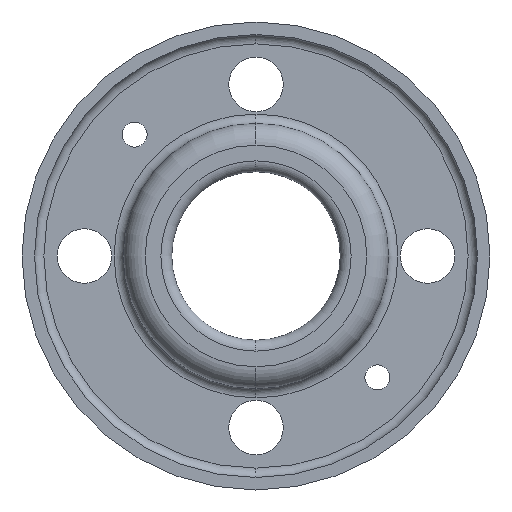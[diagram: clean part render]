
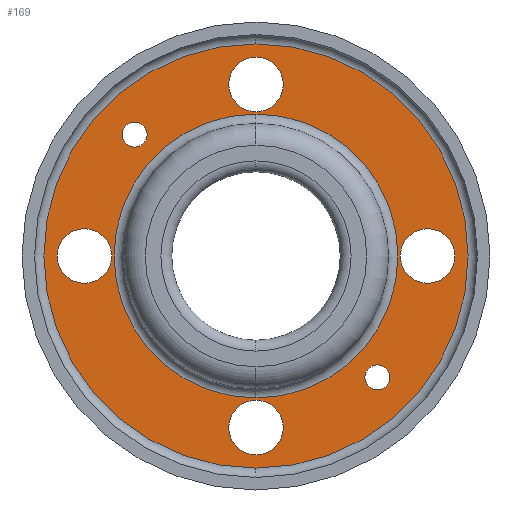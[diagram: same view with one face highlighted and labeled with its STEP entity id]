
A CAD part, front view. The second image highlights one B-rep face of the part: STEP entity #169.
In plain terms, the highlighted planar face has unit normal (0, -1, 0).
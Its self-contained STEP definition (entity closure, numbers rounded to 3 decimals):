
#169=ADVANCED_FACE('',(#332,#333,#334,#335,#336,#337,#338,#339),#340,.T.);
#332=FACE_BOUND('',#487,.T.);
#333=FACE_BOUND('',#488,.T.);
#334=FACE_BOUND('',#489,.T.);
#335=FACE_BOUND('',#490,.T.);
#336=FACE_BOUND('',#491,.T.);
#337=FACE_BOUND('',#492,.T.);
#338=FACE_OUTER_BOUND('',#493,.T.);
#339=FACE_BOUND('',#494,.T.);
#340=PLANE('',#495);
#487=EDGE_LOOP('',(#860,#861));
#488=EDGE_LOOP('',(#862,#863));
#489=EDGE_LOOP('',(#864,#865));
#490=EDGE_LOOP('',(#866,#867));
#491=EDGE_LOOP('',(#868,#869));
#492=EDGE_LOOP('',(#870,#871));
#493=EDGE_LOOP('',(#872,#873,#874));
#494=EDGE_LOOP('',(#875,#876,#877));
#495=AXIS2_PLACEMENT_3D('',#878,#879,#880);
#860=ORIENTED_EDGE('',*,*,#998,.T.);
#861=ORIENTED_EDGE('',*,*,#1003,.T.);
#862=ORIENTED_EDGE('',*,*,#993,.T.);
#863=ORIENTED_EDGE('',*,*,#1006,.T.);
#864=ORIENTED_EDGE('',*,*,#988,.T.);
#865=ORIENTED_EDGE('',*,*,#1009,.T.);
#866=ORIENTED_EDGE('',*,*,#983,.T.);
#867=ORIENTED_EDGE('',*,*,#1012,.T.);
#868=ORIENTED_EDGE('',*,*,#978,.T.);
#869=ORIENTED_EDGE('',*,*,#1015,.T.);
#870=ORIENTED_EDGE('',*,*,#973,.T.);
#871=ORIENTED_EDGE('',*,*,#1018,.T.);
#872=ORIENTED_EDGE('',*,*,#910,.F.);
#873=ORIENTED_EDGE('',*,*,#909,.F.);
#874=ORIENTED_EDGE('',*,*,#1053,.F.);
#875=ORIENTED_EDGE('',*,*,#918,.T.);
#876=ORIENTED_EDGE('',*,*,#1051,.T.);
#877=ORIENTED_EDGE('',*,*,#919,.T.);
#878=CARTESIAN_POINT('',(-250.033,22.969,0.0));
#879=DIRECTION('',(0.,-1.0,0.0));
#880=DIRECTION('',(1.0,0.,0.0));
#909=EDGE_CURVE('',#1070,#1072,#1073,.T.);
#910=EDGE_CURVE('',#1072,#1074,#1075,.T.);
#918=EDGE_CURVE('',#1089,#1087,#1090,.T.);
#919=EDGE_CURVE('',#1081,#1089,#1091,.T.);
#973=EDGE_CURVE('',#1183,#1180,#1184,.T.);
#978=EDGE_CURVE('',#1192,#1189,#1193,.T.);
#983=EDGE_CURVE('',#1201,#1198,#1202,.T.);
#988=EDGE_CURVE('',#1210,#1207,#1211,.T.);
#993=EDGE_CURVE('',#1219,#1216,#1220,.T.);
#998=EDGE_CURVE('',#1228,#1225,#1229,.T.);
#1003=EDGE_CURVE('',#1225,#1228,#1235,.T.);
#1006=EDGE_CURVE('',#1216,#1219,#1238,.T.);
#1009=EDGE_CURVE('',#1207,#1210,#1241,.T.);
#1012=EDGE_CURVE('',#1198,#1201,#1244,.T.);
#1015=EDGE_CURVE('',#1189,#1192,#1247,.T.);
#1018=EDGE_CURVE('',#1180,#1183,#1250,.T.);
#1051=EDGE_CURVE('',#1087,#1081,#1287,.T.);
#1053=EDGE_CURVE('',#1074,#1070,#1289,.T.);
#1070=VERTEX_POINT('',#1308);
#1072=VERTEX_POINT('',#1310);
#1073=CIRCLE('',#1311,68.0);
#1074=VERTEX_POINT('',#1312);
#1075=CIRCLE('',#1313,68.0);
#1081=VERTEX_POINT('',#1319);
#1087=VERTEX_POINT('',#1325);
#1089=VERTEX_POINT('',#1327);
#1090=CIRCLE('',#1328,45.5);
#1091=CIRCLE('',#1329,45.5);
#1180=VERTEX_POINT('',#1426);
#1183=VERTEX_POINT('',#1430);
#1184=CIRCLE('',#1431,8.75);
#1189=VERTEX_POINT('',#1437);
#1192=VERTEX_POINT('',#1441);
#1193=CIRCLE('',#1442,8.75);
#1198=VERTEX_POINT('',#1448);
#1201=VERTEX_POINT('',#1452);
#1202=CIRCLE('',#1453,8.75);
#1207=VERTEX_POINT('',#1459);
#1210=VERTEX_POINT('',#1463);
#1211=CIRCLE('',#1464,8.75);
#1216=VERTEX_POINT('',#1470);
#1219=VERTEX_POINT('',#1474);
#1220=CIRCLE('',#1475,4.0);
#1225=VERTEX_POINT('',#1481);
#1228=VERTEX_POINT('',#1485);
#1229=CIRCLE('',#1486,4.0);
#1235=CIRCLE('',#1493,4.0);
#1238=CIRCLE('',#1496,4.0);
#1241=CIRCLE('',#1499,8.75);
#1244=CIRCLE('',#1502,8.75);
#1247=CIRCLE('',#1505,8.75);
#1250=CIRCLE('',#1508,8.75);
#1287=CIRCLE('',#1545,45.5);
#1289=CIRCLE('',#1547,68.0);
#1308=CARTESIAN_POINT('',(-193.283,22.969,-68.0));
#1310=CARTESIAN_POINT('',(-261.283,22.969,0.0));
#1311=AXIS2_PLACEMENT_3D('',#1566,#1567,#1568);
#1312=CARTESIAN_POINT('',(-193.283,22.969,68.0));
#1313=AXIS2_PLACEMENT_3D('',#1569,#1570,#1571);
#1319=CARTESIAN_POINT('',(-193.283,22.969,-45.5));
#1325=CARTESIAN_POINT('',(-193.283,22.969,45.5));
#1327=CARTESIAN_POINT('',(-238.783,22.969,0.0));
#1328=AXIS2_PLACEMENT_3D('',#1590,#1591,#1592);
#1329=AXIS2_PLACEMENT_3D('',#1593,#1594,#1595);
#1426=CARTESIAN_POINT('',(-239.533,22.969,0.));
#1430=CARTESIAN_POINT('',(-257.033,22.969,0.));
#1431=AXIS2_PLACEMENT_3D('',#1707,#1708,#1709);
#1437=CARTESIAN_POINT('',(-193.283,22.969,-46.25));
#1441=CARTESIAN_POINT('',(-193.283,22.969,-63.75));
#1442=AXIS2_PLACEMENT_3D('',#1715,#1716,#1717);
#1448=CARTESIAN_POINT('',(-147.033,22.969,0.));
#1452=CARTESIAN_POINT('',(-129.533,22.969,0.));
#1453=AXIS2_PLACEMENT_3D('',#1723,#1724,#1725);
#1459=CARTESIAN_POINT('',(-193.283,22.969,46.25));
#1463=CARTESIAN_POINT('',(-193.283,22.969,63.75));
#1464=AXIS2_PLACEMENT_3D('',#1731,#1732,#1733);
#1470=CARTESIAN_POINT('',(-229.346,22.969,36.062));
#1474=CARTESIAN_POINT('',(-235.003,22.969,41.719));
#1475=AXIS2_PLACEMENT_3D('',#1739,#1740,#1741);
#1481=CARTESIAN_POINT('',(-157.221,22.969,-36.062));
#1485=CARTESIAN_POINT('',(-151.564,22.969,-41.719));
#1486=AXIS2_PLACEMENT_3D('',#1747,#1748,#1749);
#1493=AXIS2_PLACEMENT_3D('',#1757,#1758,#1759);
#1496=AXIS2_PLACEMENT_3D('',#1763,#1764,#1765);
#1499=AXIS2_PLACEMENT_3D('',#1769,#1770,#1771);
#1502=AXIS2_PLACEMENT_3D('',#1775,#1776,#1777);
#1505=AXIS2_PLACEMENT_3D('',#1781,#1782,#1783);
#1508=AXIS2_PLACEMENT_3D('',#1787,#1788,#1789);
#1545=AXIS2_PLACEMENT_3D('',#1844,#1845,#1846);
#1547=AXIS2_PLACEMENT_3D('',#1847,#1848,#1849);
#1566=CARTESIAN_POINT('',(-193.283,22.969,0.0));
#1567=DIRECTION('',(0.0,1.0,0.0));
#1568=DIRECTION('',(-1.0,0.0,0.0));
#1569=CARTESIAN_POINT('',(-193.283,22.969,0.0));
#1570=DIRECTION('',(0.0,1.0,0.0));
#1571=DIRECTION('',(-1.0,0.0,0.0));
#1590=CARTESIAN_POINT('',(-193.283,22.969,0.0));
#1591=DIRECTION('',(0.0,1.0,0.0));
#1592=DIRECTION('',(-1.0,0.0,0.0));
#1593=CARTESIAN_POINT('',(-193.283,22.969,0.0));
#1594=DIRECTION('',(0.0,1.0,0.0));
#1595=DIRECTION('',(-1.0,0.0,0.0));
#1707=CARTESIAN_POINT('',(-248.283,22.969,0.));
#1708=DIRECTION('',(0.,1.0,0.0));
#1709=DIRECTION('',(1.0,0.,0.));
#1715=CARTESIAN_POINT('',(-193.283,22.969,-55.));
#1716=DIRECTION('',(0.,1.0,0.0));
#1717=DIRECTION('',(0.,0.,1.0));
#1723=CARTESIAN_POINT('',(-138.283,22.969,0.0));
#1724=DIRECTION('',(0.,1.0,-0.0));
#1725=DIRECTION('',(-1.0,0.,0.0));
#1731=CARTESIAN_POINT('',(-193.283,22.969,55.0));
#1732=DIRECTION('',(0.,1.0,0.0));
#1733=DIRECTION('',(0.,0.,-1.0));
#1739=CARTESIAN_POINT('',(-232.174,22.969,38.891));
#1740=DIRECTION('',(0.,1.0,0.0));
#1741=DIRECTION('',(0.707,0.,-0.707));
#1747=CARTESIAN_POINT('',(-154.393,22.969,-38.891));
#1748=DIRECTION('',(0.,1.0,0.0));
#1749=DIRECTION('',(-0.707,0.,0.707));
#1757=CARTESIAN_POINT('',(-154.393,22.969,-38.891));
#1758=DIRECTION('',(0.,1.0,0.0));
#1759=DIRECTION('',(-0.707,0.,0.707));
#1763=CARTESIAN_POINT('',(-232.174,22.969,38.891));
#1764=DIRECTION('',(0.,1.0,0.0));
#1765=DIRECTION('',(0.707,0.,-0.707));
#1769=CARTESIAN_POINT('',(-193.283,22.969,55.0));
#1770=DIRECTION('',(0.,1.0,0.0));
#1771=DIRECTION('',(0.,0.,-1.0));
#1775=CARTESIAN_POINT('',(-138.283,22.969,0.0));
#1776=DIRECTION('',(0.,1.0,-0.0));
#1777=DIRECTION('',(-1.0,0.,0.0));
#1781=CARTESIAN_POINT('',(-193.283,22.969,-55.));
#1782=DIRECTION('',(0.,1.0,0.0));
#1783=DIRECTION('',(0.,0.,1.0));
#1787=CARTESIAN_POINT('',(-248.283,22.969,0.));
#1788=DIRECTION('',(0.,1.0,0.0));
#1789=DIRECTION('',(1.0,0.,0.));
#1844=CARTESIAN_POINT('',(-193.283,22.969,0.0));
#1845=DIRECTION('',(0.0,1.0,0.0));
#1846=DIRECTION('',(-1.0,0.0,0.0));
#1847=CARTESIAN_POINT('',(-193.283,22.969,0.0));
#1848=DIRECTION('',(0.0,1.0,0.0));
#1849=DIRECTION('',(-1.0,0.0,0.0));
